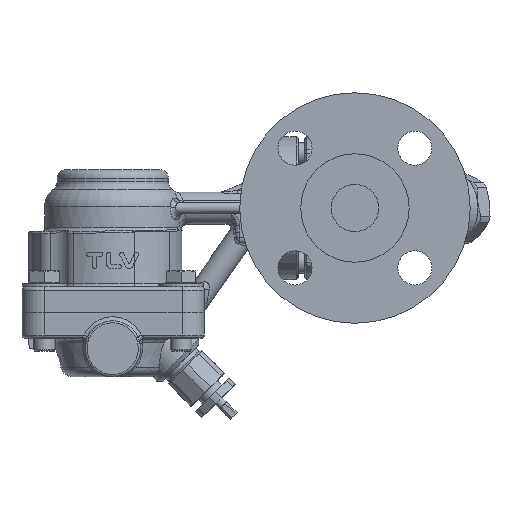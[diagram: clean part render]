
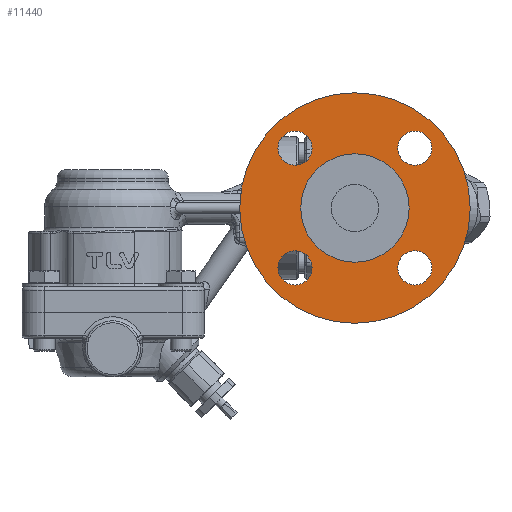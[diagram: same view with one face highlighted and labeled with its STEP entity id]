
A CAD part, front view. The second image highlights one B-rep face of the part: STEP entity #11440.
In plain terms, the highlighted planar face has unit normal (0, -1, 0).
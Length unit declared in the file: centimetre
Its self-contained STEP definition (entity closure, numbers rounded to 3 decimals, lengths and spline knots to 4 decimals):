
#473=FACE_BOUND('',#3225,.T.);
#474=FACE_BOUND('',#3226,.T.);
#475=FACE_BOUND('',#3227,.T.);
#476=FACE_BOUND('',#3228,.T.);
#477=FACE_BOUND('',#3229,.T.);
#1651=CIRCLE('',#12742,5.4);
#1652=CIRCLE('',#12743,0.8);
#1653=CIRCLE('',#12744,0.8);
#1654=CIRCLE('',#12745,0.8);
#1655=CIRCLE('',#12746,0.8);
#1656=CIRCLE('',#12747,2.54);
#2385=FACE_OUTER_BOUND('',#3224,.T.);
#3224=EDGE_LOOP('',(#10051));
#3225=EDGE_LOOP('',(#10052));
#3226=EDGE_LOOP('',(#10053));
#3227=EDGE_LOOP('',(#10054));
#3228=EDGE_LOOP('',(#10055));
#3229=EDGE_LOOP('',(#10056));
#5362=VERTEX_POINT('',#24674);
#5363=VERTEX_POINT('',#24676);
#5364=VERTEX_POINT('',#24678);
#5365=VERTEX_POINT('',#24680);
#5366=VERTEX_POINT('',#24682);
#5367=VERTEX_POINT('',#24684);
#6950=EDGE_CURVE('',#5362,#5362,#1651,.T.);
#6951=EDGE_CURVE('',#5363,#5363,#1652,.T.);
#6952=EDGE_CURVE('',#5364,#5364,#1653,.T.);
#6953=EDGE_CURVE('',#5365,#5365,#1654,.T.);
#6954=EDGE_CURVE('',#5366,#5366,#1655,.T.);
#6955=EDGE_CURVE('',#5367,#5367,#1656,.T.);
#10051=ORIENTED_EDGE('',*,*,#6950,.F.);
#10052=ORIENTED_EDGE('',*,*,#6951,.T.);
#10053=ORIENTED_EDGE('',*,*,#6952,.T.);
#10054=ORIENTED_EDGE('',*,*,#6953,.T.);
#10055=ORIENTED_EDGE('',*,*,#6954,.T.);
#10056=ORIENTED_EDGE('',*,*,#6955,.F.);
#10411=PLANE('',#12741);
#11440=ADVANCED_FACE('',(#2385,#473,#474,#475,#476,#477),#10411,.T.);
#12741=AXIS2_PLACEMENT_3D('',#24673,#15814,#15815);
#12742=AXIS2_PLACEMENT_3D('',#24675,#15816,#15817);
#12743=AXIS2_PLACEMENT_3D('',#24677,#15818,#15819);
#12744=AXIS2_PLACEMENT_3D('',#24679,#15820,#15821);
#12745=AXIS2_PLACEMENT_3D('',#24681,#15822,#15823);
#12746=AXIS2_PLACEMENT_3D('',#24683,#15824,#15825);
#12747=AXIS2_PLACEMENT_3D('',#24685,#15826,#15827);
#15814=DIRECTION('center_axis',(0.,-1.,0.));
#15815=DIRECTION('ref_axis',(1.,0.,0.));
#15816=DIRECTION('center_axis',(0.,1.,0.));
#15817=DIRECTION('ref_axis',(-1.,0.,0.));
#15818=DIRECTION('center_axis',(0.,1.,0.));
#15819=DIRECTION('ref_axis',(0.,0.,1.));
#15820=DIRECTION('center_axis',(0.,1.,0.));
#15821=DIRECTION('ref_axis',(1.,0.,0.));
#15822=DIRECTION('center_axis',(0.,1.,0.));
#15823=DIRECTION('ref_axis',(0.,0.,
-1.));
#15824=DIRECTION('center_axis',(0.,1.,0.));
#15825=DIRECTION('ref_axis',(-1.,0.,0.));
#15826=DIRECTION('center_axis',(0.,-1.,0.));
#15827=DIRECTION('ref_axis',(-1.,0.,0.));
#24673=CARTESIAN_POINT('Origin',(8.5259,-0.4829,-2.2379));
#24674=CARTESIAN_POINT('',(13.9259,-0.4829,-2.2379));
#24675=CARTESIAN_POINT('Origin',(8.5259,-0.4829,-2.2379));
#24676=CARTESIAN_POINT('',(11.3331,-0.4829,-5.8451));
#24677=CARTESIAN_POINT('Origin',(11.3331,-0.4829,-5.0451));
#24678=CARTESIAN_POINT('',(4.9187,-0.4829,-5.0451));
#24679=CARTESIAN_POINT('Origin',(5.7187,-0.4829,-5.0451));
#24680=CARTESIAN_POINT('',(5.7187,-0.4829,1.3693));
#24681=CARTESIAN_POINT('Origin',(5.7187,-0.4829,0.5693));
#24682=CARTESIAN_POINT('',(12.1331,-0.4829,0.5693));
#24683=CARTESIAN_POINT('Origin',(11.3331,-0.4829,0.5693));
#24684=CARTESIAN_POINT('',(11.0659,-0.4829,-2.2379));
#24685=CARTESIAN_POINT('Origin',(8.5259,-0.4829,-2.2379));
